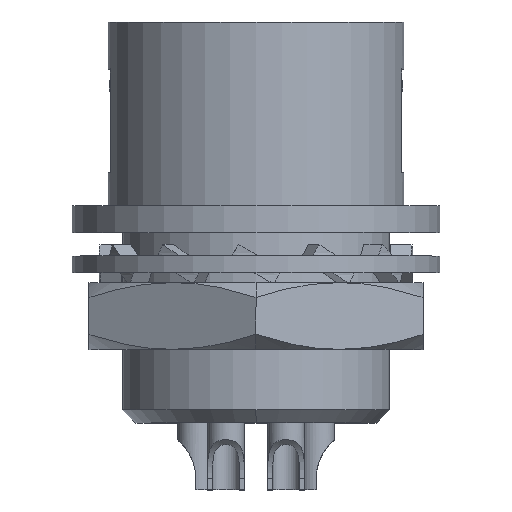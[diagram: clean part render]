
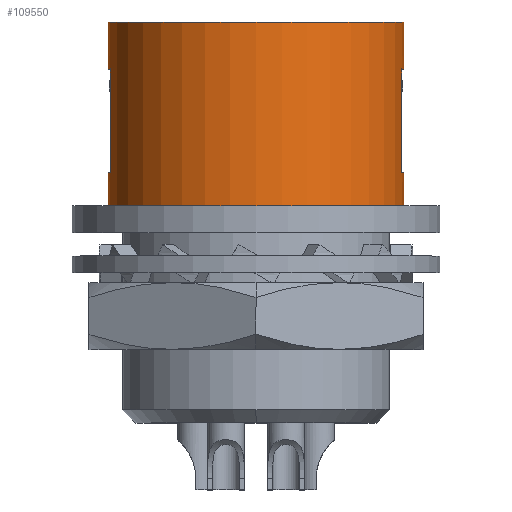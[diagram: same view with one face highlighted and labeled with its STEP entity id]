
A CAD part, top view. The second image highlights one B-rep face of the part: STEP entity #109550.
In plain terms, the highlighted cylindrical face has radius 4.425 mm (diameter 8.85 mm), a partial arc.
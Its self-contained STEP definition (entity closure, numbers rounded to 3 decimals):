
#1520=CARTESIAN_POINT('',(0.,14.,0.));
#1530=DIRECTION('',(0.,1.,0.));
#1540=DIRECTION('',(1.,0.,0.));
#1550=AXIS2_PLACEMENT_3D('',#1520,#1530,#1540);
#1560=CIRCLE('',#1550,4.425);
#1570=CARTESIAN_POINT('',(-4.425,14.,0.));
#1580=VERTEX_POINT('',#1570);
#1590=CARTESIAN_POINT('',(4.425,14.,0.));
#1600=VERTEX_POINT('',#1590);
#1610=EDGE_CURVE('',#1580,#1600,#1560,.T.);
#3480=CARTESIAN_POINT('',(0.,8.5,0.));
#3490=DIRECTION('',(0.,1.,0.));
#3500=DIRECTION('',(1.,0.,0.));
#3510=AXIS2_PLACEMENT_3D('',#3480,#3490,#3500);
#3520=CYLINDRICAL_SURFACE('',#3510,4.425);
#3530=CARTESIAN_POINT('',(4.425,8.5,0.));
#3540=DIRECTION('',(0.,1.,0.));
#3550=VECTOR('',#3540,1.);
#3560=LINE('',#3530,#3550);
#3570=CARTESIAN_POINT('',(4.425,8.5,0.));
#3580=VERTEX_POINT('',#3570);
#3590=CARTESIAN_POINT('',(4.425,9.5,0.));
#3600=VERTEX_POINT('',#3590);
#3610=EDGE_CURVE('',#3580,#3600,#3560,.T.);
#3630=CARTESIAN_POINT('',(0.,9.5,0.));
#3640=DIRECTION('',(0.,1.,0.));
#3650=DIRECTION('',(1.,0.,0.));
#3660=AXIS2_PLACEMENT_3D('',#3630,#3640,#3650);
#3670=CIRCLE('',#3660,4.425);
#3800=CARTESIAN_POINT('',(0.,12.6,0.));
#3810=DIRECTION('',(0.,1.,0.));
#3820=DIRECTION('',(1.,0.,0.));
#3830=AXIS2_PLACEMENT_3D('',#3800,#3810,#3820);
#3840=CIRCLE('',#3830,4.425);
#3850=CARTESIAN_POINT('',(4.425,12.6,0.));
#3860=VERTEX_POINT('',#3850);
#3890=EDGE_CURVE('',#3860,#1600,#3560,.T.);
#3920=CARTESIAN_POINT('',(-4.425,8.5,0.));
#3930=DIRECTION('',(0.,1.,0.));
#3940=VECTOR('',#3930,1.);
#3950=LINE('',#3920,#3940);
#3960=CARTESIAN_POINT('',(-4.425,12.6,0.));
#3970=VERTEX_POINT('',#3960);
#3980=EDGE_CURVE('',#3970,#1580,#3950,.T.);
#4000=CARTESIAN_POINT('',(0.,12.6,0.));
#4010=DIRECTION('',(0.,1.,0.));
#4020=DIRECTION('',(1.,0.,0.));
#4030=AXIS2_PLACEMENT_3D('',#4000,#4010,#4020);
#4040=CIRCLE('',#4030,4.425);
#4170=CARTESIAN_POINT('',(0.,9.5,0.));
#4180=DIRECTION('',(0.,1.,0.));
#4190=DIRECTION('',(1.,0.,0.));
#4200=AXIS2_PLACEMENT_3D('',#4170,#4180,#4190);
#4210=CIRCLE('',#4200,4.425);
#4220=CARTESIAN_POINT('',(-4.425,9.5,0.));
#4230=VERTEX_POINT('',#4220);
#4260=CARTESIAN_POINT('',(-4.425,8.5,0.));
#4270=VERTEX_POINT('',#4260);
#4280=EDGE_CURVE('',#4270,#4230,#3950,.T.);
#4300=CARTESIAN_POINT('',(0.,8.5,0.));
#4310=DIRECTION('',(0.,1.,0.));
#4320=DIRECTION('',(1.,0.,0.));
#4330=AXIS2_PLACEMENT_3D('',#4300,#4310,#4320);
#4340=CIRCLE('',#4330,4.425);
#4600=EDGE_CURVE('',#4270,#3580,#4340,.T.);
#11620=CARTESIAN_POINT('',(4.361,12.6,0.75));
#11630=VERTEX_POINT('',#11620);
#11640=EDGE_CURVE('',#11630,#3860,#3840,.T.);
#13250=CARTESIAN_POINT('',(-4.361,9.5,0.75));
#13260=VERTEX_POINT('',#13250);
#13290=EDGE_CURVE('',#4230,#13260,#4210,.T.);
#13610=CARTESIAN_POINT('',(-4.361,8.5,0.75)
);
#13620=DIRECTION('',(0.,1.,0.));
#13630=VECTOR('',#13620,1.);
#13640=LINE('',#13610,#13630);
#13650=CARTESIAN_POINT('',(-4.361,12.6,0.75));
#13660=VERTEX_POINT('',#13650);
#13670=EDGE_CURVE('',#13260,#13660,#13640,.T.);
#13990=CARTESIAN_POINT('',(4.361,8.5,0.75));
#14000=DIRECTION('',(0.,1.,0.));
#14010=VECTOR('',#14000,1.);
#14020=LINE('',#13990,#14010);
#14030=CARTESIAN_POINT('',(4.361,9.5,0.75));
#14040=VERTEX_POINT('',#14030);
#14050=EDGE_CURVE('',#14040,#11630,#14020,.T.);
#14300=EDGE_CURVE('',#14040,#3600,#3670,.T.);
#14720=EDGE_CURVE('',#3970,#13660,#4040,.T.);
#109410=ORIENTED_EDGE('',*,*,#13670,.F.);
#109420=ORIENTED_EDGE('',*,*,#14720,.T.);
#109430=ORIENTED_EDGE('',*,*,#3980,.F.);
#109440=ORIENTED_EDGE('',*,*,#1610,.F.);
#109450=ORIENTED_EDGE('',*,*,#3890,.T.);
#109460=ORIENTED_EDGE('',*,*,#11640,.T.);
#109470=ORIENTED_EDGE('',*,*,#14050,.T.);
#109480=ORIENTED_EDGE('',*,*,#14300,.F.);
#109490=ORIENTED_EDGE('',*,*,#3610,.T.);
#109500=ORIENTED_EDGE('',*,*,#4600,.T.);
#109510=ORIENTED_EDGE('',*,*,#4280,.F.);
#109520=ORIENTED_EDGE('',*,*,#13290,.F.);
#109530=EDGE_LOOP('',(#109520,#109510,#109500,#109490,#109480,#109470,
#109460,#109450,#109440,#109430,#109420,#109410));
#109540=FACE_OUTER_BOUND('',#109530,.T.);
#109550=ADVANCED_FACE('',(#109540),#3520,.T.);
